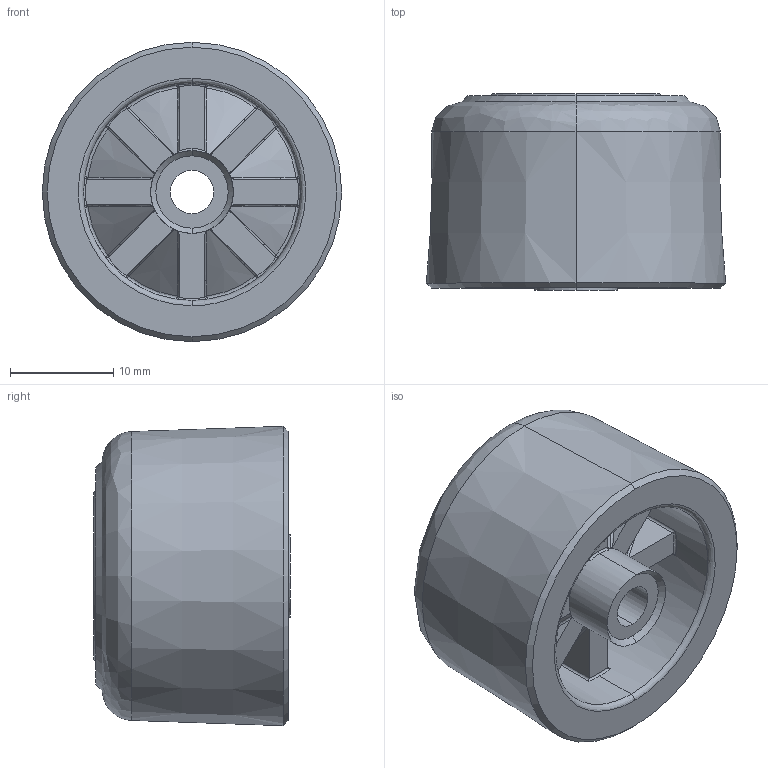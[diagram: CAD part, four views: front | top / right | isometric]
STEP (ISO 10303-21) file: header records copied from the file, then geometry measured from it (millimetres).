
FILE_DESCRIPTION (( 'STEP AP203' ), '1' );
FILE_NAME ('403538674_c_1.STEP', '2022-07-09T13:37:48', ( '' ), ( '' ), 'SwSTEP 2.0', 'SolidWorks 2014', '' );
FILE_SCHEMA (( 'CONFIG_CONTROL_DESIGN' ));
Length unit declared in the file: millimetre
Products named in the file (1): 403538674_c_1
Bounding box: 28.97 x 19 x 28.97 mm (x, y, z)
Volume: 7654.9 mm3; surface area: 5107.1 mm2
Topology: 2 solids, 2 shells, 151 faces, 357 edges, 206 vertices
Faces by surface type: bspline 63, cylinder 34, plane 30, cone 24
Entity records: 6435 total; most frequent: CARTESIAN_POINT 3247, ORIENTED_EDGE 702, DIRECTION 604, EDGE_CURVE 351, AXIS2_PLACEMENT_3D 261, VERTEX_POINT 206, CIRCLE 172, EDGE_LOOP 157
